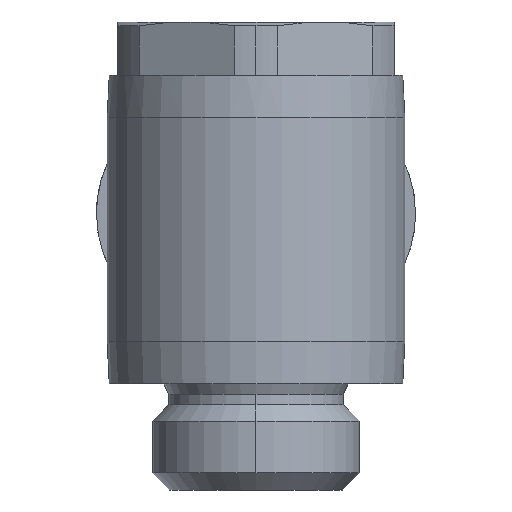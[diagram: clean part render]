
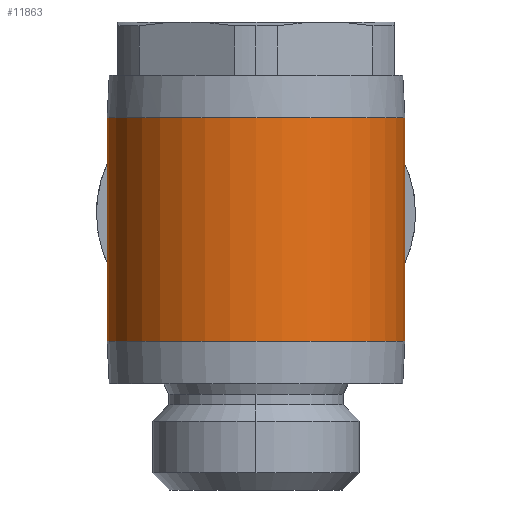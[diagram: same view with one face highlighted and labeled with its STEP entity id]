
A CAD part, left-side view. The second image highlights one B-rep face of the part: STEP entity #11863.
In plain terms, the highlighted cylindrical face has radius 7 mm (diameter 14 mm), a partial arc.
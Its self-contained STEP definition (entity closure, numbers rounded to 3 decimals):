
#36 = DIRECTION ( 'NONE',  ( 0., 0., 1. ) ) ;
#801 = CARTESIAN_POINT ( 'NONE',  ( 2., -7., -6. ) ) ;
#1038 = DIRECTION ( 'NONE',  ( 0., -1., 0. ) ) ;
#1351 = CIRCLE ( 'NONE', #4346, 7. ) ;
#1394 = ORIENTED_EDGE ( 'NONE', *, *, #7405, .T. ) ;
#1461 = VECTOR ( 'NONE', #36, 1000. ) ;
#2371 = DIRECTION ( 'NONE',  ( 0., -1., 0. ) ) ;
#2713 = CARTESIAN_POINT ( 'NONE',  ( 2., -7., -0.75 ) ) ;
#3392 = EDGE_CURVE ( 'NONE', #5560, #16690, #11816, .T. ) ;
#3631 = CARTESIAN_POINT ( 'NONE',  ( 2., -7., 4.5 ) ) ;
#3788 = CARTESIAN_POINT ( 'NONE',  ( 2., 0., -6. ) ) ;
#4346 = AXIS2_PLACEMENT_3D ( 'NONE', #16076, #16195, #7915 ) ;
#4660 = DIRECTION ( 'NONE',  ( 0., 0., 1. ) ) ;
#4816 = DIRECTION ( 'NONE',  ( 0., 0., 1. ) ) ;
#4934 = VERTEX_POINT ( 'NONE', #3631 ) ;
#5492 = CYLINDRICAL_SURFACE ( 'NONE', #9227, 7. ) ;
#5560 = VERTEX_POINT ( 'NONE', #12100 ) ;
#5915 = FACE_OUTER_BOUND ( 'NONE', #13255, .T. ) ;
#6049 = CIRCLE ( 'NONE', #15044, 7. ) ;
#7405 = EDGE_CURVE ( 'NONE', #10574, #5560, #6049, .T. ) ;
#7564 = DIRECTION ( 'NONE',  ( 0., 0., 1. ) ) ;
#7604 = CARTESIAN_POINT ( 'NONE',  ( 2., 0., -0.75 ) ) ;
#7915 = DIRECTION ( 'NONE',  ( -1., 0., 0. ) ) ;
#7937 = ORIENTED_EDGE ( 'NONE', *, *, #11332, .F. ) ;
#8518 = CARTESIAN_POINT ( 'NONE',  ( 2., 7., 4.5 ) ) ;
#9227 = AXIS2_PLACEMENT_3D ( 'NONE', #7604, #4816, #2371 ) ;
#9601 = VECTOR ( 'NONE', #4660, 1000. ) ;
#10574 = VERTEX_POINT ( 'NONE', #801 ) ;
#11332 = EDGE_CURVE ( 'NONE', #4934, #16690, #1351, .T. ) ;
#11816 = LINE ( 'NONE', #13897, #9601 ) ;
#11863 = ADVANCED_FACE ( 'NONE', ( #5915 ), #5492, .T. ) ;
#12100 = CARTESIAN_POINT ( 'NONE',  ( 2., 7., -6. ) ) ;
#13225 = LINE ( 'NONE', #2713, #1461 ) ;
#13255 = EDGE_LOOP ( 'NONE', ( #1394, #13382, #7937, #13625 ) ) ;
#13382 = ORIENTED_EDGE ( 'NONE', *, *, #3392, .T. ) ;
#13625 = ORIENTED_EDGE ( 'NONE', *, *, #14410, .F. ) ;
#13897 = CARTESIAN_POINT ( 'NONE',  ( 2., 7., -0.75 ) ) ;
#14410 = EDGE_CURVE ( 'NONE', #10574, #4934, #13225, .T. ) ;
#15044 = AXIS2_PLACEMENT_3D ( 'NONE', #3788, #7564, #1038 ) ;
#16076 = CARTESIAN_POINT ( 'NONE',  ( 2., 0., 4.5 ) ) ;
#16195 = DIRECTION ( 'NONE',  ( 0., 0., 1. ) ) ;
#16690 = VERTEX_POINT ( 'NONE', #8518 ) ;
